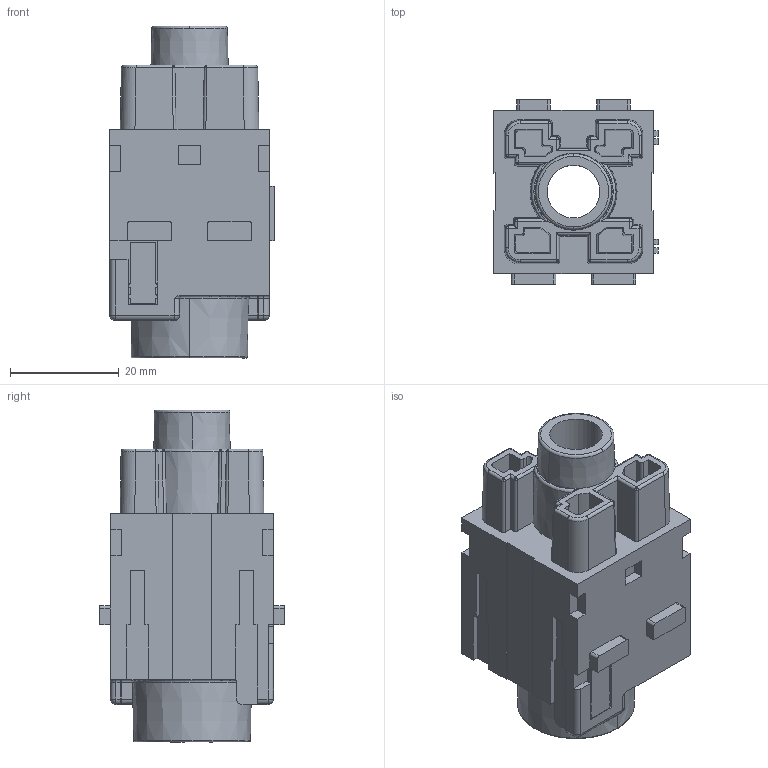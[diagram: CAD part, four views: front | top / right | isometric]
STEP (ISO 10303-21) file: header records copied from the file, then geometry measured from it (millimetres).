
FILE_DESCRIPTION(('Creo Elements/Direct Modeling STEP Export'),'2;1');
FILE_NAME('0ln7uvk5p7jtqth2124','2023-02-15T 7:55:23',(''),(''),'Creo Elements/Direct Modeling STEP processor for AP214 (Solid Model)','Creo Elements/Direct Modeling 20.1B 02-Apr-2019 (C) Parametric Technology GmbH','');
FILE_SCHEMA(('AUTOMOTIVE_DESIGN { 1 0 10303 214 1 1 1 1 }'));
Length unit declared in the file: millimetre
Products named in the file (2): CX 01 30F
Assembly tree (1 placements, depth 2):
  CX 01 30F
    CX 01 30F
Bounding box: 30.3 x 34 x 61.1 mm (x, y, z)
Volume: 24069.7 mm3; surface area: 18385.2 mm2
Topology: 1 solids, 1 shells, 428 faces, 1148 edges, 733 vertices
Faces by surface type: plane 231, cylinder 121, bspline 37, cone 16, torus 13, sphere 8, extrusion 2
Entity records: 19630 total; most frequent: CARTESIAN_POINT 6054, ORIENTED_EDGE 2280, DIRECTION 1851, EDGE_CURVE 1140, VERTEX_POINT 733, VECTOR 719, LINE 717, AXIS2_PLACEMENT_3D 566
